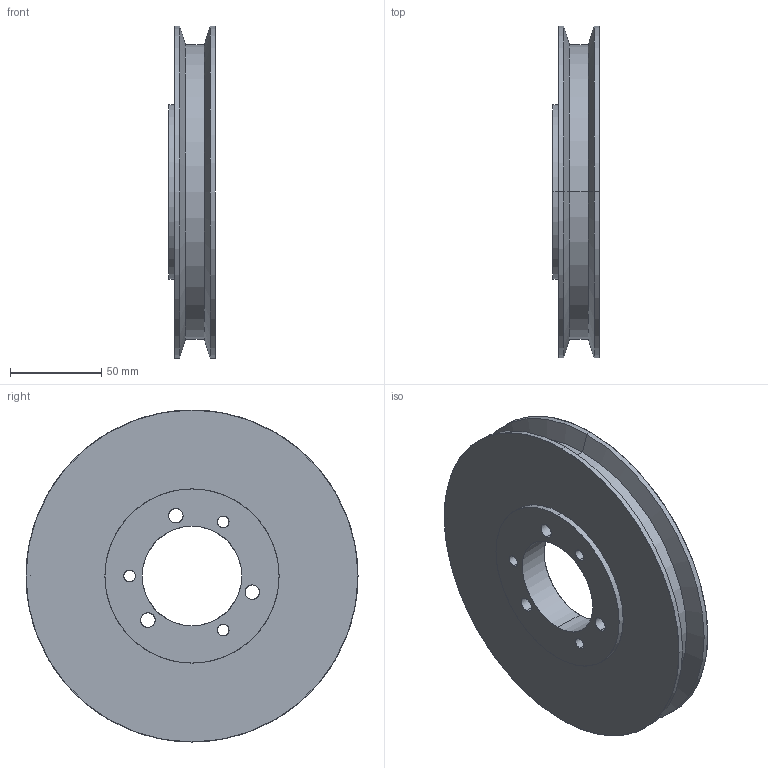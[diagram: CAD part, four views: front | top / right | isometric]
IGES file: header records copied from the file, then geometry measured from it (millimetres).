
Start section: SolidWorks IGES file using analytic representation for surfaces
Global section: file name: 1A1B68S07242221106291.igs; native system: SolidWorks 2017; preprocessor: SolidWorks 2017; author: partstream; date: 170724.222123; units: inch
Bounding box: 25.4 x 181.61 x 181.61 mm (x, y, z)
Surface area: 76314 mm2 (no closed solid volume)
Topology: 0 solids, 0 shells, 70 faces, 1180 edges, 1180 vertices
Faces by surface type: bspline 42, revolution 28
